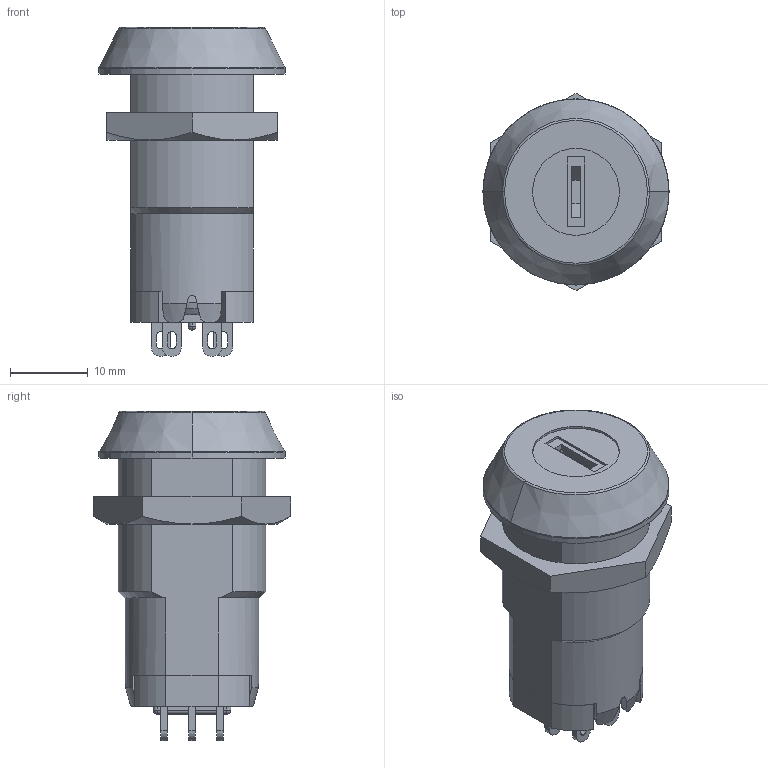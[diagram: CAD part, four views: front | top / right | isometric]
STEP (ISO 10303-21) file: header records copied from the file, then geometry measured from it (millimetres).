
FILE_DESCRIPTION (( 'STEP AP203' ), '1' );
FILE_NAME ('S-17-90-B-2.STEP', '2020-08-21T01:10:27', ( '' ), ( '' ), 'SwSTEP 2.0', 'SolidWorks 2018', '' );
FILE_SCHEMA (( 'CONFIG_CONTROL_DESIGN' ));
Length unit declared in the file: millimetre
Products named in the file (8): S-17-90-B-2_僉乕峚僾儗乕僩B_; S-17-90-B-2_キャップ_; S-17-90-B-2_スイッチ_; S-17-90-B-2_M19僫僢僩_; S-17-90-B-2_プラグ_; S-17-90-B-2; S-17-90-B-2_ケース_; S-17-90-B-2_プラグキャップ_
Assembly tree (7 placements, depth 2):
  S-17-90-B-2
    S-17-90-B-2_ケース_
    S-17-90-B-2_プラグ_
    S-17-90-B-2_僉乕峚僾儗乕僩B_
    S-17-90-B-2_プラグキャップ_
    S-17-90-B-2_キャップ_
    S-17-90-B-2_スイッチ_
    S-17-90-B-2_M19僫僢僩_
Bounding box: 24 x 25.4 x 42.4 mm (x, y, z)
Volume: 9322.6 mm3; surface area: 9308.2 mm2
Topology: 7 solids, 7 shells, 256 faces, 654 edges, 426 vertices
Faces by surface type: plane 125, cylinder 80, cone 28, bspline 14, torus 6, sphere 3
Entity records: 9177 total; most frequent: CARTESIAN_POINT 2156, ORIENTED_EDGE 1300, DIRECTION 1259, EDGE_CURVE 650, AXIS2_PLACEMENT_3D 451, VERTEX_POINT 426, LINE 357, VECTOR 357
